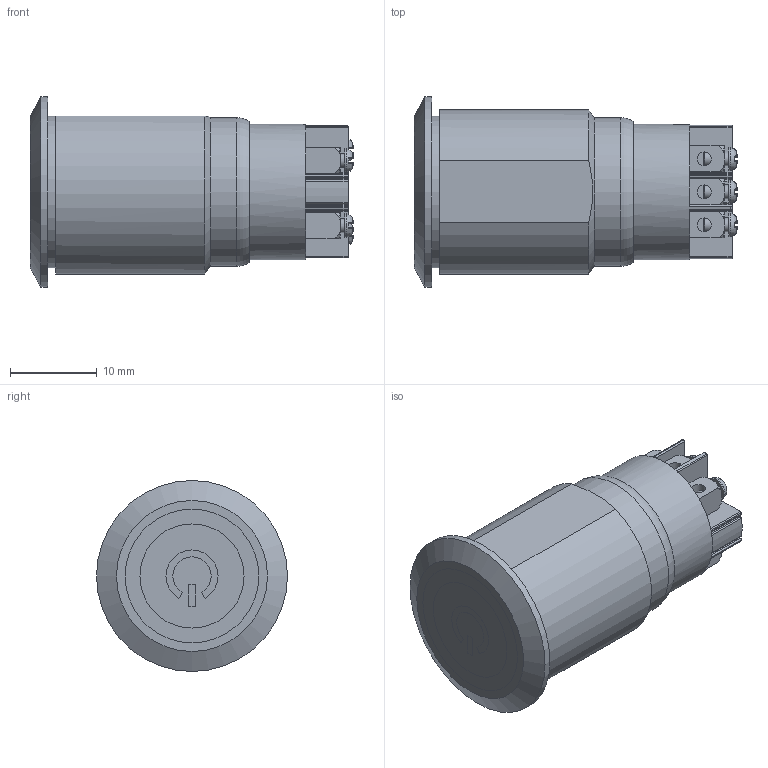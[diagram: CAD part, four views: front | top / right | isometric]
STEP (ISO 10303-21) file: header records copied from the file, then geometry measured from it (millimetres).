
FILE_DESCRIPTION(/* description */ (''),/* implementation_level */ '2;1');
FILE_NAME(/* name */ 'PV4F6Y0xx-3xx-M01.stp',/* time_stamp */ '2025-12-31T10:49:39-06:00',/* author */ ('mroman'),/* organization */ (''),/* preprocessor_version */ 'ST-DEVELOPER v18.1',/* originating_system */ 'Autodesk Inventor 2022',/* authorisation */ '');
FILE_SCHEMA (('AUTOMOTIVE_DESIGN { 1 0 10303 214 3 1 1 }'));
Length unit declared in the file: inch
Products named in the file (1): PV4F6Y0xx-3xx-M01
Bounding box: 37.25 x 22 x 22 mm (x, y, z)
Volume: 6329.4 mm3; surface area: 4750.2 mm2
Topology: 1 solids, 2 shells, 609 faces, 1575 edges, 1010 vertices
Faces by surface type: plane 248, bspline 217, cylinder 108, torus 28, cone 8
Full cylindrical faces by diameter (mm): 1.6 x12, 2.7 x6, 11.2 x1, 12 x1, 15.4 x1, 15.6 x1, 17.1 x1, 17.5 x1, 22 x1
Entity records: 24046 total; most frequent: CARTESIAN_POINT 10432, ORIENTED_EDGE 3150, DIRECTION 2292, EDGE_CURVE 1575, VERTEX_POINT 1010, AXIS2_PLACEMENT_3D 818, EDGE_LOOP 661, LINE 656
